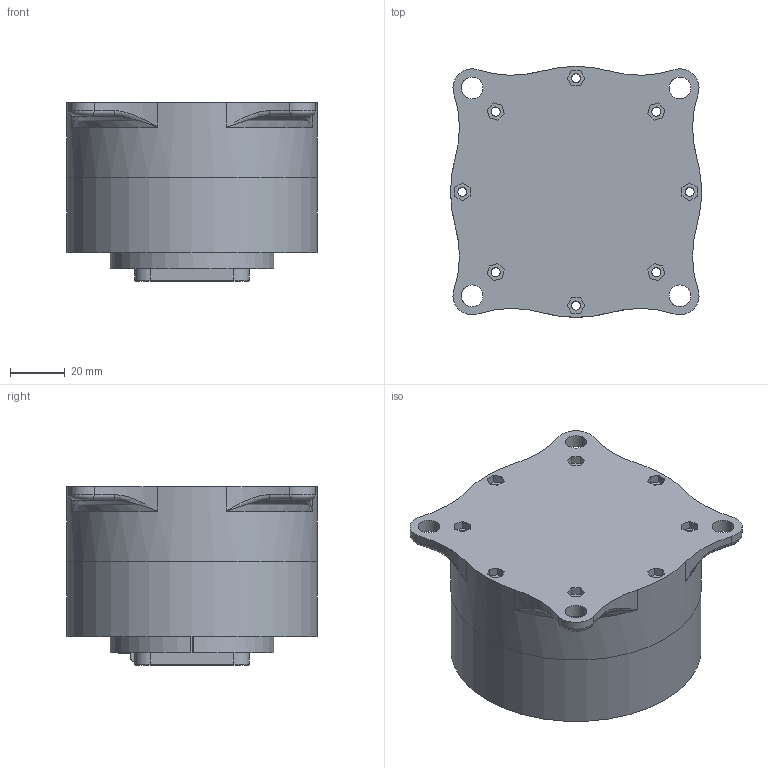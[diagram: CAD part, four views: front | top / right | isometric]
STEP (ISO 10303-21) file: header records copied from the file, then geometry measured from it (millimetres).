
FILE_DESCRIPTION(/* description */ (''),/* implementation_level */ '2;1');
FILE_NAME(/* name */ 'baza.step',/* time_stamp */ '2025-10-15T20:14:17+02:00',/* author */ (''),/* organization */ (''),/* preprocessor_version */ 'ST-DEVELOPER v20.1',/* originating_system */ 'Autodesk Translation Framework v14.17.0.0',/* authorisation */ '');
FILE_SCHEMA (('AUTOMOTIVE_DESIGN { 1 0 10303 214 3 1 1 }'));
Length unit declared in the file: millimetre
Products named in the file (13): przekładnia planetarna - poprawiona; oś wejściowa v1; ramie wejściowe v1; pierwszy stopień przekładni v1; ramie wyjsciowe v1; góra przekładni planetarnej v1; zębatka planeta v1; 6812; 6812_1; 6812_or; 6812_ir; 6812_b; N-1740-S
Assembly tree (74 placements, depth 3):
  przekładnia planetarna - poprawiona
    oś wejściowa v1
    ramie wejściowe v1
    zębatka planeta v1  x2
    pierwszy stopień przekładni v1
    ramie wyjsciowe v1
    góra przekładni planetarnej v1
    6812
      6812_or
      6812_ir
      6812_b  x30
    6812_1
      6812_or
      6812_ir
      6812_b  x30
    N-1740-S
Bounding box: 92 x 92 x 65.61 mm (x, y, z)
Volume: 308551.1 mm3; surface area: 134520.3 mm2
Topology: 72 solids, 72 shells, 1064 faces, 2885 edges, 1894 vertices
Faces by surface type: plane 366, cylinder 314, bspline 274, sphere 60, torus 45, cone 5
Full cylindrical faces by diameter (mm): 2.459 x4, 3.35 x28, 5.08 x1, 5.5 x11, 6 x6, 8 x4, 8.128 x2, 17.78 x2, 22.098 x1, 23 x1, 30 x1, 32 x1, 60 x2, 66 x5, 72 x5, 78 x2, 92 x2
Entity records: 42581 total; most frequent: CARTESIAN_POINT 20542, ORIENTED_EDGE 4688, DIRECTION 4082, EDGE_CURVE 2344, VERTEX_POINT 1544, AXIS2_PLACEMENT_3D 1390, LINE 1302, VECTOR 1302
